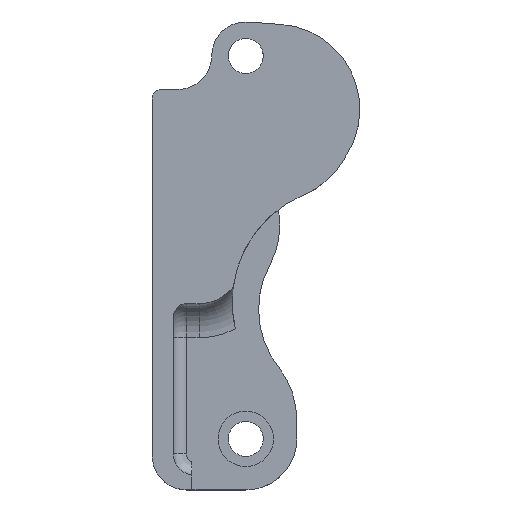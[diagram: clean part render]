
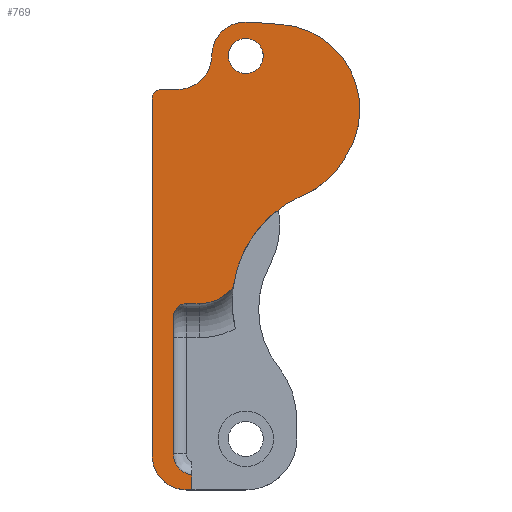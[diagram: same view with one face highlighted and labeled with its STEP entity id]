
A CAD part, top view. The second image highlights one B-rep face of the part: STEP entity #769.
In plain terms, the highlighted planar face has unit normal (0, 0, 1).
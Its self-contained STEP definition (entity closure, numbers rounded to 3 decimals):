
#21=FACE_BOUND('',#96,.T.);
#29=PLANE('',#849);
#49=FACE_OUTER_BOUND('',#95,.T.);
#95=EDGE_LOOP('',(#534,#535,#536,#537,#538,#539,#540,#541,#542,#543,#544,
#545,#546,#547,#548,#549,#550,#551));
#96=EDGE_LOOP('',(#552));
#146=LINE('',#1202,#207);
#152=LINE('',#1238,#213);
#153=LINE('',#1243,#214);
#154=LINE('',#1245,#215);
#155=LINE('',#1249,#216);
#156=LINE('',#1251,#217);
#157=LINE('',#1255,#218);
#158=LINE('',#1259,#219);
#207=VECTOR('',#944,10.);
#213=VECTOR('',#978,10.);
#214=VECTOR('',#983,10.);
#215=VECTOR('',#984,10.);
#216=VECTOR('',#987,10.);
#217=VECTOR('',#988,10.);
#218=VECTOR('',#991,10.);
#219=VECTOR('',#994,10.);
#265=CIRCLE('',#835,20.);
#275=CIRCLE('',#848,2.);
#276=CIRCLE('',#850,20.);
#277=CIRCLE('',#851,8.);
#278=CIRCLE('',#852,8.);
#279=CIRCLE('',#853,8.);
#280=CIRCLE('',#854,5.);
#281=CIRCLE('',#855,3.);
#282=CIRCLE('',#856,10.);
#283=CIRCLE('',#857,27.251);
#284=CIRCLE('',#858,4.1);
#319=VERTEX_POINT('',#1192);
#320=VERTEX_POINT('',#1194);
#322=VERTEX_POINT('',#1200);
#335=VERTEX_POINT('',#1229);
#336=VERTEX_POINT('',#1231);
#337=VERTEX_POINT('',#1235);
#338=VERTEX_POINT('',#1237);
#339=VERTEX_POINT('',#1239);
#340=VERTEX_POINT('',#1241);
#341=VERTEX_POINT('',#1244);
#342=VERTEX_POINT('',#1246);
#343=VERTEX_POINT('',#1248);
#344=VERTEX_POINT('',#1250);
#345=VERTEX_POINT('',#1252);
#346=VERTEX_POINT('',#1254);
#347=VERTEX_POINT('',#1256);
#348=VERTEX_POINT('',#1258);
#349=VERTEX_POINT('',#1260);
#350=VERTEX_POINT('',#1263);
#395=EDGE_CURVE('',#319,#320,#265,.T.);
#399=EDGE_CURVE('',#319,#322,#146,.T.);
#413=EDGE_CURVE('',#335,#336,#275,.T.);
#415=EDGE_CURVE('',#337,#322,#276,.T.);
#416=EDGE_CURVE('',#337,#338,#152,.T.);
#417=EDGE_CURVE('',#338,#339,#277,.T.);
#418=EDGE_CURVE('',#340,#339,#278,.T.);
#419=EDGE_CURVE('',#340,#336,#153,.T.);
#420=EDGE_CURVE('',#341,#335,#154,.T.);
#421=EDGE_CURVE('',#342,#341,#279,.T.);
#422=EDGE_CURVE('',#342,#343,#155,.T.);
#423=EDGE_CURVE('',#344,#343,#156,.T.);
#424=EDGE_CURVE('',#344,#345,#280,.F.);
#425=EDGE_CURVE('',#346,#345,#157,.T.);
#426=EDGE_CURVE('',#347,#346,#281,.T.);
#427=EDGE_CURVE('',#347,#348,#158,.F.);
#428=EDGE_CURVE('',#349,#348,#282,.T.);
#429=EDGE_CURVE('',#349,#320,#283,.T.);
#430=EDGE_CURVE('',#350,#350,#284,.T.);
#534=ORIENTED_EDGE('',*,*,#395,.F.);
#535=ORIENTED_EDGE('',*,*,#399,.T.);
#536=ORIENTED_EDGE('',*,*,#415,.F.);
#537=ORIENTED_EDGE('',*,*,#416,.T.);
#538=ORIENTED_EDGE('',*,*,#417,.T.);
#539=ORIENTED_EDGE('',*,*,#418,.F.);
#540=ORIENTED_EDGE('',*,*,#419,.T.);
#541=ORIENTED_EDGE('',*,*,#413,.F.);
#542=ORIENTED_EDGE('',*,*,#420,.F.);
#543=ORIENTED_EDGE('',*,*,#421,.F.);
#544=ORIENTED_EDGE('',*,*,#422,.T.);
#545=ORIENTED_EDGE('',*,*,#423,.F.);
#546=ORIENTED_EDGE('',*,*,#424,.T.);
#547=ORIENTED_EDGE('',*,*,#425,.F.);
#548=ORIENTED_EDGE('',*,*,#426,.F.);
#549=ORIENTED_EDGE('',*,*,#427,.T.);
#550=ORIENTED_EDGE('',*,*,#428,.F.);
#551=ORIENTED_EDGE('',*,*,#429,.T.);
#552=ORIENTED_EDGE('',*,*,#430,.T.);
#769=ADVANCED_FACE('',(#49,#21),#29,.T.);
#835=AXIS2_PLACEMENT_3D('',#1195,#937,#938);
#848=AXIS2_PLACEMENT_3D('',#1232,#971,#972);
#849=AXIS2_PLACEMENT_3D('',#1234,#974,#975);
#850=AXIS2_PLACEMENT_3D('',#1236,#976,#977);
#851=AXIS2_PLACEMENT_3D('',#1240,#979,#980);
#852=AXIS2_PLACEMENT_3D('',#1242,#981,#982);
#853=AXIS2_PLACEMENT_3D('',#1247,#985,#986);
#854=AXIS2_PLACEMENT_3D('',#1253,#989,#990);
#855=AXIS2_PLACEMENT_3D('',#1257,#992,#993);
#856=AXIS2_PLACEMENT_3D('',#1261,#995,#996);
#857=AXIS2_PLACEMENT_3D('',#1262,#997,#998);
#858=AXIS2_PLACEMENT_3D('',#1264,#999,#1000);
#937=DIRECTION('center_axis',(0.,0.,-1.));
#938=DIRECTION('ref_axis',(0.656,-0.755,0.));
#944=DIRECTION('',(0.511,0.859,0.));
#971=DIRECTION('center_axis',(0.,0.,-1.));
#972=DIRECTION('ref_axis',(-0.707,0.707,0.));
#974=DIRECTION('center_axis',(0.,0.,1.));
#975=DIRECTION('ref_axis',(1.,0.,0.));
#976=DIRECTION('center_axis',(0.,0.,-1.));
#977=DIRECTION('ref_axis',(0.887,0.462,0.));
#978=DIRECTION('',(-0.997,0.073,0.));
#979=DIRECTION('center_axis',(0.,0.,1.));
#980=DIRECTION('ref_axis',(1.,0.,0.));
#981=DIRECTION('center_axis',(0.,0.,1.));
#982=DIRECTION('ref_axis',(0.,1.,0.));
#983=DIRECTION('',(-1.,0.,0.));
#984=DIRECTION('',(0.,1.,0.));
#985=DIRECTION('center_axis',(0.,0.,-1.));
#986=DIRECTION('ref_axis',(-0.707,-0.707,0.));
#987=DIRECTION('',(1.,0.,0.));
#988=DIRECTION('',(0.,-1.,0.));
#989=DIRECTION('center_axis',(0.,0.,1.));
#990=DIRECTION('ref_axis',(-0.131,-0.991,0.));
#991=DIRECTION('',(0.,-1.,0.));
#992=DIRECTION('center_axis',(0.,0.,1.));
#993=DIRECTION('ref_axis',(-0.707,0.707,0.));
#994=DIRECTION('',(-1.,0.,0.));
#995=DIRECTION('center_axis',(0.,0.,-1.));
#996=DIRECTION('ref_axis',(0.8,-0.6,0.));
#997=DIRECTION('center_axis',(0.,0.,-1.));
#998=DIRECTION('ref_axis',(-0.183,0.983,0.));
#999=DIRECTION('center_axis',(0.,0.,-1.));
#1000=DIRECTION('ref_axis',(-1.,0.,0.));
#1192=CARTESIAN_POINT('',(9.302,-12.933,14.));
#1194=CARTESIAN_POINT('',(-0.147,-21.15,14.));
#1195=CARTESIAN_POINT('Origin',(-7.886,-2.708,14.));
#1200=CARTESIAN_POINT('',(10.346,-11.178,14.));
#1202=CARTESIAN_POINT('',(-6.785,-39.976,14.));
#1229=CARTESIAN_POINT('',(-35.661,1.687,14.));
#1231=CARTESIAN_POINT('',(-33.661,3.687,14.));
#1232=CARTESIAN_POINT('Origin',(-33.661,1.687,14.));
#1234=CARTESIAN_POINT('Origin',(-13.661,-33.425,14.));
#1235=CARTESIAN_POINT('',(-5.39,18.994,14.));
#1236=CARTESIAN_POINT('Origin',(-6.843,-0.953,14.));
#1237=CARTESIAN_POINT('',(-13.079,19.554,14.));
#1238=CARTESIAN_POINT('',(26.896,16.643,14.));
#1239=CARTESIAN_POINT('',(-21.66,11.631,14.));
#1240=CARTESIAN_POINT('Origin',(-13.661,11.575,14.));
#1241=CARTESIAN_POINT('',(-29.66,3.687,14.));
#1242=CARTESIAN_POINT('Origin',(-29.66,11.687,14.));
#1243=CARTESIAN_POINT('',(-21.661,3.687,14.));
#1244=CARTESIAN_POINT('',(-35.661,-82.425,14.));
#1245=CARTESIAN_POINT('',(-35.661,-37.397,14.));
#1246=CARTESIAN_POINT('',(-27.661,-90.425,14.));
#1247=CARTESIAN_POINT('Origin',(-27.661,-82.425,14.));
#1248=CARTESIAN_POINT('',(-26.314,-90.425,14.));
#1249=CARTESIAN_POINT('',(-35.661,-90.425,14.));
#1250=CARTESIAN_POINT('',(-26.314,-86.91,14.));
#1251=CARTESIAN_POINT('',(-26.314,-89.546,14.));
#1252=CARTESIAN_POINT('',(-30.661,-81.953,14.));
#1253=CARTESIAN_POINT('Origin',(-25.661,-81.953,14.));
#1254=CARTESIAN_POINT('',(-30.661,-49.665,14.));
#1255=CARTESIAN_POINT('',(-30.661,-90.425,14.));
#1256=CARTESIAN_POINT('',(-27.661,-46.665,14.));
#1257=CARTESIAN_POINT('Origin',(-27.661,-49.665,14.));
#1258=CARTESIAN_POINT('',(-24.613,-46.665,14.));
#1259=CARTESIAN_POINT('',(-17.661,-46.665,14.));
#1260=CARTESIAN_POINT('',(-16.613,-42.665,14.));
#1261=CARTESIAN_POINT('Origin',(-24.613,-36.665,14.));
#1262=CARTESIAN_POINT('Origin',(10.398,-46.278,14.));
#1263=CARTESIAN_POINT('',(-9.561,11.575,14.));
#1264=CARTESIAN_POINT('Origin',(-13.661,11.575,14.));
